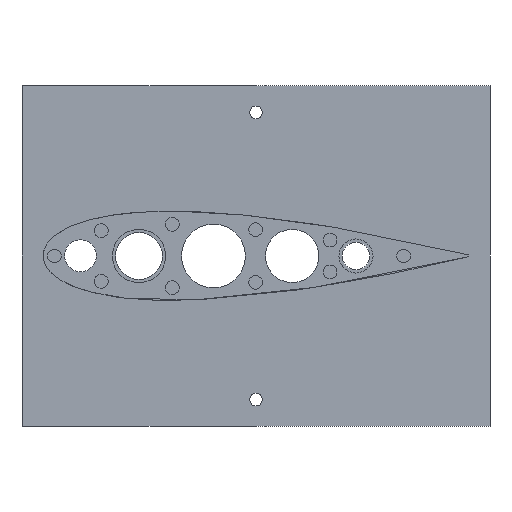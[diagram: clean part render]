
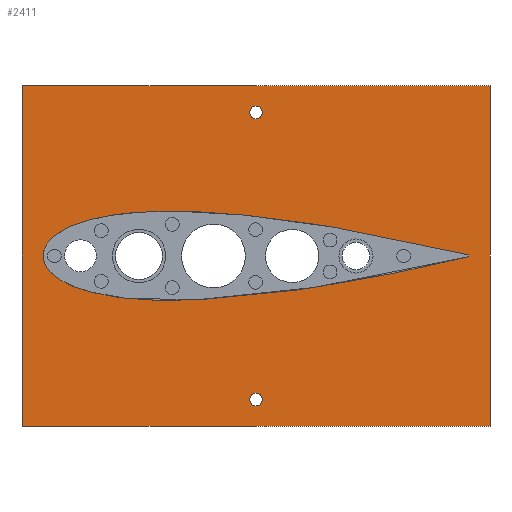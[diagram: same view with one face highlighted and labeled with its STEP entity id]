
A CAD part, front view. The second image highlights one B-rep face of the part: STEP entity #2411.
In plain terms, the highlighted planar face has unit normal (0, -1, 0).
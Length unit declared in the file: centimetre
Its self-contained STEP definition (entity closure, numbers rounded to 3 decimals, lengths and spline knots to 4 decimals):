
#167=FACE_BOUND('',#593,.T.);
#168=FACE_BOUND('',#594,.T.);
#169=FACE_BOUND('',#595,.T.);
#170=FACE_BOUND('',#596,.T.);
#171=FACE_BOUND('',#597,.T.);
#172=FACE_BOUND('',#598,.T.);
#173=FACE_BOUND('',#599,.T.);
#174=FACE_BOUND('',#600,.T.);
#175=FACE_BOUND('',#601,.T.);
#176=FACE_BOUND('',#602,.T.);
#177=FACE_BOUND('',#603,.T.);
#178=FACE_BOUND('',#604,.T.);
#179=FACE_BOUND('',#605,.T.);
#180=FACE_BOUND('',#606,.T.);
#181=FACE_BOUND('',#607,.T.);
#182=FACE_BOUND('',#608,.T.);
#183=FACE_BOUND('',#609,.T.);
#229=PLANE('',#2694);
#335=FACE_OUTER_BOUND('',#592,.T.);
#592=EDGE_LOOP('',(#2034,#2035,#2036,#2037));
#593=EDGE_LOOP('',(#2038));
#594=EDGE_LOOP('',(#2039));
#595=EDGE_LOOP('',(#2040));
#596=EDGE_LOOP('',(#2041));
#597=EDGE_LOOP('',(#2042));
#598=EDGE_LOOP('',(#2043));
#599=EDGE_LOOP('',(#2044));
#600=EDGE_LOOP('',(#2045));
#601=EDGE_LOOP('',(#2046));
#602=EDGE_LOOP('',(#2047));
#603=EDGE_LOOP('',(#2048));
#604=EDGE_LOOP('',(#2049));
#605=EDGE_LOOP('',(#2050));
#606=EDGE_LOOP('',(#2051));
#607=EDGE_LOOP('',(#2052));
#608=EDGE_LOOP('',(#2053));
#609=EDGE_LOOP('',(#2054));
#767=LINE('',#6776,#886);
#768=LINE('',#6778,#887);
#769=LINE('',#6780,#888);
#770=LINE('',#6781,#889);
#886=VECTOR('',#3281,1.);
#887=VECTOR('',#3282,1.);
#888=VECTOR('',#3283,1.);
#889=VECTOR('',#3284,1.);
#1049=CIRCLE('',#2695,0.325);
#1050=CIRCLE('',#2696,0.325);
#1051=CIRCLE('',#2697,0.75);
#1052=CIRCLE('',#2698,0.3);
#1053=CIRCLE('',#2699,0.325);
#1054=CIRCLE('',#2700,0.325);
#1055=CIRCLE('',#2701,1.25);
#1056=CIRCLE('',#2702,0.325);
#1057=CIRCLE('',#2703,0.325);
#1058=CIRCLE('',#2704,0.3);
#1059=CIRCLE('',#2705,1.25);
#1060=CIRCLE('',#2706,0.325);
#1061=CIRCLE('',#2707,0.325);
#1062=CIRCLE('',#2708,1.5);
#1063=CIRCLE('',#2709,0.8);
#1064=CIRCLE('',#2710,0.325);
#1065=CIRCLE('',#2711,0.325);
#1247=VERTEX_POINT('',#6774);
#1248=VERTEX_POINT('',#6775);
#1249=VERTEX_POINT('',#6777);
#1250=VERTEX_POINT('',#6779);
#1251=VERTEX_POINT('',#6782);
#1252=VERTEX_POINT('',#6784);
#1253=VERTEX_POINT('',#6786);
#1254=VERTEX_POINT('',#6788);
#1255=VERTEX_POINT('',#6790);
#1256=VERTEX_POINT('',#6792);
#1257=VERTEX_POINT('',#6794);
#1258=VERTEX_POINT('',#6796);
#1259=VERTEX_POINT('',#6798);
#1260=VERTEX_POINT('',#6800);
#1261=VERTEX_POINT('',#6802);
#1262=VERTEX_POINT('',#6804);
#1263=VERTEX_POINT('',#6806);
#1264=VERTEX_POINT('',#6808);
#1265=VERTEX_POINT('',#6810);
#1266=VERTEX_POINT('',#6812);
#1267=VERTEX_POINT('',#6814);
#1521=EDGE_CURVE('',#1247,#1248,#767,.T.);
#1522=EDGE_CURVE('',#1248,#1249,#768,.T.);
#1523=EDGE_CURVE('',#1249,#1250,#769,.T.);
#1524=EDGE_CURVE('',#1250,#1247,#770,.T.);
#1525=EDGE_CURVE('',#1251,#1251,#1049,.T.);
#1526=EDGE_CURVE('',#1252,#1252,#1050,.T.);
#1527=EDGE_CURVE('',#1253,#1253,#1051,.T.);
#1528=EDGE_CURVE('',#1254,#1254,#1052,.T.);
#1529=EDGE_CURVE('',#1255,#1255,#1053,.T.);
#1530=EDGE_CURVE('',#1256,#1256,#1054,.T.);
#1531=EDGE_CURVE('',#1257,#1257,#1055,.T.);
#1532=EDGE_CURVE('',#1258,#1258,#1056,.T.);
#1533=EDGE_CURVE('',#1259,#1259,#1057,.T.);
#1534=EDGE_CURVE('',#1260,#1260,#1058,.T.);
#1535=EDGE_CURVE('',#1261,#1261,#1059,.T.);
#1536=EDGE_CURVE('',#1262,#1262,#1060,.T.);
#1537=EDGE_CURVE('',#1263,#1263,#1061,.T.);
#1538=EDGE_CURVE('',#1264,#1264,#1062,.T.);
#1539=EDGE_CURVE('',#1265,#1265,#1063,.T.);
#1540=EDGE_CURVE('',#1266,#1266,#1064,.T.);
#1541=EDGE_CURVE('',#1267,#1267,#1065,.T.);
#2034=ORIENTED_EDGE('',*,*,#1521,.T.);
#2035=ORIENTED_EDGE('',*,*,#1522,.T.);
#2036=ORIENTED_EDGE('',*,*,#1523,.T.);
#2037=ORIENTED_EDGE('',*,*,#1524,.T.);
#2038=ORIENTED_EDGE('',*,*,#1525,.T.);
#2039=ORIENTED_EDGE('',*,*,#1526,.T.);
#2040=ORIENTED_EDGE('',*,*,#1527,.T.);
#2041=ORIENTED_EDGE('',*,*,#1528,.T.);
#2042=ORIENTED_EDGE('',*,*,#1529,.T.);
#2043=ORIENTED_EDGE('',*,*,#1530,.T.);
#2044=ORIENTED_EDGE('',*,*,#1531,.T.);
#2045=ORIENTED_EDGE('',*,*,#1532,.T.);
#2046=ORIENTED_EDGE('',*,*,#1533,.T.);
#2047=ORIENTED_EDGE('',*,*,#1534,.T.);
#2048=ORIENTED_EDGE('',*,*,#1535,.T.);
#2049=ORIENTED_EDGE('',*,*,#1536,.T.);
#2050=ORIENTED_EDGE('',*,*,#1537,.T.);
#2051=ORIENTED_EDGE('',*,*,#1538,.T.);
#2052=ORIENTED_EDGE('',*,*,#1539,.T.);
#2053=ORIENTED_EDGE('',*,*,#1540,.T.);
#2054=ORIENTED_EDGE('',*,*,#1541,.T.);
#2411=ADVANCED_FACE('',(#335,#167,#168,#169,#170,#171,#172,#173,#174,#175,
#176,#177,#178,#179,#180,#181,#182,#183),#229,.F.);
#2694=AXIS2_PLACEMENT_3D('',#6773,#3279,#3280);
#2695=AXIS2_PLACEMENT_3D('',#6783,#3285,#3286);
#2696=AXIS2_PLACEMENT_3D('',#6785,#3287,#3288);
#2697=AXIS2_PLACEMENT_3D('',#6787,#3289,#3290);
#2698=AXIS2_PLACEMENT_3D('',#6789,#3291,#3292);
#2699=AXIS2_PLACEMENT_3D('',#6791,#3293,#3294);
#2700=AXIS2_PLACEMENT_3D('',#6793,#3295,#3296);
#2701=AXIS2_PLACEMENT_3D('',#6795,#3297,#3298);
#2702=AXIS2_PLACEMENT_3D('',#6797,#3299,#3300);
#2703=AXIS2_PLACEMENT_3D('',#6799,#3301,#3302);
#2704=AXIS2_PLACEMENT_3D('',#6801,#3303,#3304);
#2705=AXIS2_PLACEMENT_3D('',#6803,#3305,#3306);
#2706=AXIS2_PLACEMENT_3D('',#6805,#3307,#3308);
#2707=AXIS2_PLACEMENT_3D('',#6807,#3309,#3310);
#2708=AXIS2_PLACEMENT_3D('',#6809,#3311,#3312);
#2709=AXIS2_PLACEMENT_3D('',#6811,#3313,#3314);
#2710=AXIS2_PLACEMENT_3D('',#6813,#3315,#3316);
#2711=AXIS2_PLACEMENT_3D('',#6815,#3317,#3318);
#3279=DIRECTION('center_axis',(0.,1.,0.));
#3280=DIRECTION('ref_axis',(1.,0.,0.));
#3281=DIRECTION('',(-1.,0.,0.));
#3282=DIRECTION('',(0.,0.,-1.));
#3283=DIRECTION('',(1.,0.,0.));
#3284=DIRECTION('',(0.,0.,1.));
#3285=DIRECTION('center_axis',(0.,1.,0.));
#3286=DIRECTION('ref_axis',(1.,0.,0.));
#3287=DIRECTION('center_axis',(0.,1.,0.));
#3288=DIRECTION('ref_axis',(1.,0.,0.));
#3289=DIRECTION('center_axis',(0.,1.,0.));
#3290=DIRECTION('ref_axis',(1.,0.,0.));
#3291=DIRECTION('center_axis',(0.,1.,0.));
#3292=DIRECTION('ref_axis',(1.,0.,0.));
#3293=DIRECTION('center_axis',(0.,1.,0.));
#3294=DIRECTION('ref_axis',(1.,0.,0.));
#3295=DIRECTION('center_axis',(0.,1.,0.));
#3296=DIRECTION('ref_axis',(1.,0.,0.));
#3297=DIRECTION('center_axis',(0.,1.,0.));
#3298=DIRECTION('ref_axis',(1.,0.,0.));
#3299=DIRECTION('center_axis',(0.,1.,0.));
#3300=DIRECTION('ref_axis',(1.,0.,0.));
#3301=DIRECTION('center_axis',(0.,1.,0.));
#3302=DIRECTION('ref_axis',(1.,0.,0.));
#3303=DIRECTION('center_axis',(0.,1.,0.));
#3304=DIRECTION('ref_axis',(1.,0.,0.));
#3305=DIRECTION('center_axis',(0.,1.,0.));
#3306=DIRECTION('ref_axis',(1.,0.,0.));
#3307=DIRECTION('center_axis',(0.,1.,0.));
#3308=DIRECTION('ref_axis',(1.,0.,0.));
#3309=DIRECTION('center_axis',(0.,1.,0.));
#3310=DIRECTION('ref_axis',(1.,0.,0.));
#3311=DIRECTION('center_axis',(0.,1.,0.));
#3312=DIRECTION('ref_axis',(1.,0.,0.));
#3313=DIRECTION('center_axis',(0.,1.,0.));
#3314=DIRECTION('ref_axis',(1.,0.,0.));
#3315=DIRECTION('center_axis',(0.,1.,0.));
#3316=DIRECTION('ref_axis',(1.,0.,0.));
#3317=DIRECTION('center_axis',(0.,1.,0.));
#3318=DIRECTION('ref_axis',(1.,0.,0.));
#6773=CARTESIAN_POINT('Origin',(10.,49.7,-0.0107));
#6774=CARTESIAN_POINT('',(21.,49.7,7.9893));
#6775=CARTESIAN_POINT('',(-1.,49.7,7.9893));
#6776=CARTESIAN_POINT('',(-1.,49.7,7.9893));
#6777=CARTESIAN_POINT('',(-1.,49.7,-8.0107));
#6778=CARTESIAN_POINT('',(-1.,49.7,-8.0107));
#6779=CARTESIAN_POINT('',(21.,49.7,-8.0107));
#6780=CARTESIAN_POINT('',(21.,49.7,-8.0107));
#6781=CARTESIAN_POINT('',(21.,49.7,7.9893));
#6782=CARTESIAN_POINT('',(13.1563,49.7,0.7395));
#6783=CARTESIAN_POINT('Origin',(13.4813,49.7,0.7395));
#6784=CARTESIAN_POINT('',(13.1563,49.7,-0.761));
#6785=CARTESIAN_POINT('Origin',(13.4813,49.7,-0.761));
#6786=CARTESIAN_POINT('',(1.,49.7,0.));
#6787=CARTESIAN_POINT('Origin',(1.75,49.7,0.));
#6788=CARTESIAN_POINT('',(9.7,49.7,6.7393));
#6789=CARTESIAN_POINT('Origin',(10.,49.7,6.7393));
#6790=CARTESIAN_POINT('',(5.7428,49.7,1.4788));
#6791=CARTESIAN_POINT('Origin',(6.0678,49.7,1.4788));
#6792=CARTESIAN_POINT('',(2.4002,49.7,-1.2034));
#6793=CARTESIAN_POINT('Origin',(2.7252,49.7,-1.2034));
#6794=CARTESIAN_POINT('',(10.45,49.7,-0.0107));
#6795=CARTESIAN_POINT('Origin',(11.7,49.7,-0.0107));
#6796=CARTESIAN_POINT('',(0.2018,49.7,-0.0107));
#6797=CARTESIAN_POINT('Origin',(0.5268,49.7,-0.0107));
#6798=CARTESIAN_POINT('',(16.6095,49.7,-0.0107));
#6799=CARTESIAN_POINT('Origin',(16.9345,49.7,-0.0107));
#6800=CARTESIAN_POINT('',(9.7,49.7,-6.7607));
#6801=CARTESIAN_POINT('Origin',(10.,49.7,-6.7607));
#6802=CARTESIAN_POINT('',(3.25,49.7,-0.0107));
#6803=CARTESIAN_POINT('Origin',(4.5,49.7,-0.0107));
#6804=CARTESIAN_POINT('',(5.7428,49.7,-1.5003));
#6805=CARTESIAN_POINT('Origin',(6.0678,49.7,-1.5003));
#6806=CARTESIAN_POINT('',(2.4002,49.7,1.1819));
#6807=CARTESIAN_POINT('Origin',(2.7252,49.7,1.1819));
#6808=CARTESIAN_POINT('',(6.5,49.7,-0.0107));
#6809=CARTESIAN_POINT('Origin',(8.,49.7,-0.0107));
#6810=CARTESIAN_POINT('',(13.9,49.7,-0.0107));
#6811=CARTESIAN_POINT('Origin',(14.7,49.7,-0.0107));
#6812=CARTESIAN_POINT('',(9.6518,49.7,1.2303));
#6813=CARTESIAN_POINT('Origin',(9.9768,49.7,1.2303));
#6814=CARTESIAN_POINT('',(9.6518,49.7,-1.2518));
#6815=CARTESIAN_POINT('Origin',(9.9768,49.7,-1.2518));
